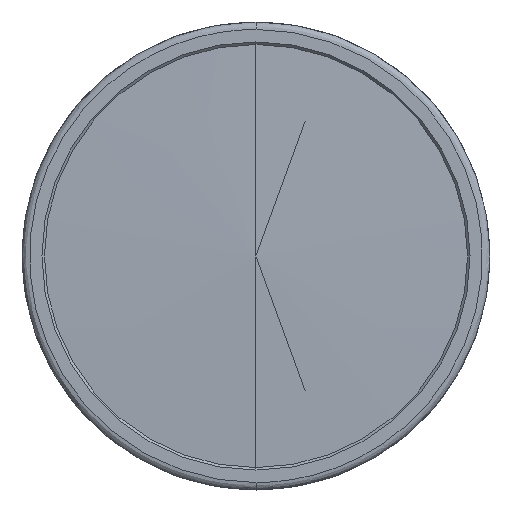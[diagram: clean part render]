
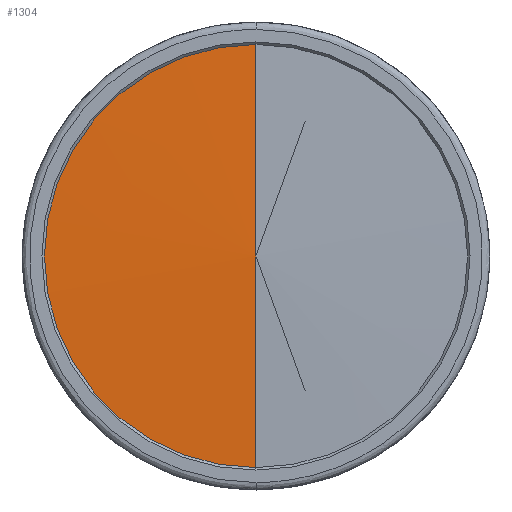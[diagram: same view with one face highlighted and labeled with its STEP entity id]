
A CAD part, left-side view. The second image highlights one B-rep face of the part: STEP entity #1304.
In plain terms, the highlighted conical face has half-angle 88.536 degrees and reference radius 182.251 mm.
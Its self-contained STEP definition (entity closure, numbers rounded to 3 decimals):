
#104 = ORIENTED_EDGE ( 'NONE', *, *, #998, .T. ) ;
#239 = ORIENTED_EDGE ( 'NONE', *, *, #958, .F. ) ;
#435 = ORIENTED_EDGE ( 'NONE', *, *, #888, .F. ) ;
#779 = EDGE_CURVE ( 'NONE', #3950, #4028, #1531, .T. ) ;
#888 = EDGE_CURVE ( 'NONE', #3929, #3950, #1499, .T. ) ;
#958 = EDGE_CURVE ( 'NONE', #3932, #3929, #1607, .T. ) ;
#998 = EDGE_CURVE ( 'NONE', #3932, #4028, #1569, .T. ) ;
#1304 = ADVANCED_FACE ( 'NONE', ( #1880 ), #1520, .T. ) ;
#1499 = CIRCLE ( 'NONE', #3075, 173. ) ;
#1520 = CONICAL_SURFACE ( 'NONE', #2666, 182.251, 1.545 ) ;
#1531 = CIRCLE ( 'NONE', #3051, 173. ) ;
#1569 = LINE ( 'NONE', #4249, #1642 ) ;
#1607 = LINE ( 'NONE', #3864, #1609 ) ;
#1609 = VECTOR ( 'NONE', #3865, 1000. ) ;
#1642 = VECTOR ( 'NONE', #4247, 1000. ) ;
#1880 = FACE_OUTER_BOUND ( 'NONE', #6161, .T. ) ;
#2154 = CARTESIAN_POINT ( 'NONE',  ( 9.42, 0., 173. ) ) ;
#2666 = AXIS2_PLACEMENT_3D ( 'NONE', #5257, #5255, #5253 ) ;
#3051 = AXIS2_PLACEMENT_3D ( 'NONE', #4353, #4354, #4357 ) ;
#3075 = AXIS2_PLACEMENT_3D ( 'NONE', #3667, #3718, #3668 ) ;
#3667 = CARTESIAN_POINT ( 'NONE',  ( 9.42, 0., 0. ) ) ;
#3668 = DIRECTION ( 'NONE',  ( 0., 0., -1. ) ) ;
#3718 = DIRECTION ( 'NONE',  ( 1., 0., 0. ) ) ;
#3864 = CARTESIAN_POINT ( 'NONE',  ( 9.657, 0., -182.251 ) ) ;
#3865 = DIRECTION ( 'NONE',  ( 0.026, 0., -1. ) ) ;
#3929 = VERTEX_POINT ( 'NONE', #5722 ) ;
#3932 = VERTEX_POINT ( 'NONE', #5733 ) ;
#3950 = VERTEX_POINT ( 'NONE', #5738 ) ;
#4028 = VERTEX_POINT ( 'NONE', #2154 ) ;
#4247 = DIRECTION ( 'NONE',  ( 0.026, 0., 1. ) ) ;
#4249 = CARTESIAN_POINT ( 'NONE',  ( 9.657, 0., 182.251 ) ) ;
#4353 = CARTESIAN_POINT ( 'NONE',  ( 9.42, 0., 0. ) ) ;
#4354 = DIRECTION ( 'NONE',  ( 1., 0., 0. ) ) ;
#4357 = DIRECTION ( 'NONE',  ( 0., 0., -1. ) ) ;
#4410 = ORIENTED_EDGE ( 'NONE', *, *, #779, .F. ) ;
#5253 = DIRECTION ( 'NONE',  ( 0., 0., -1. ) ) ;
#5255 = DIRECTION ( 'NONE',  ( 1., 0., 0. ) ) ;
#5257 = CARTESIAN_POINT ( 'NONE',  ( 9.657, 0., 0. ) ) ;
#5722 = CARTESIAN_POINT ( 'NONE',  ( 9.42, 0., -173. ) ) ;
#5733 = CARTESIAN_POINT ( 'NONE',  ( 5., 0., 0. ) ) ;
#5738 = CARTESIAN_POINT ( 'NONE',  ( 9.42, 173., 0. ) ) ;
#6161 = EDGE_LOOP ( 'NONE', ( #239, #104, #4410, #435 ) ) ;
